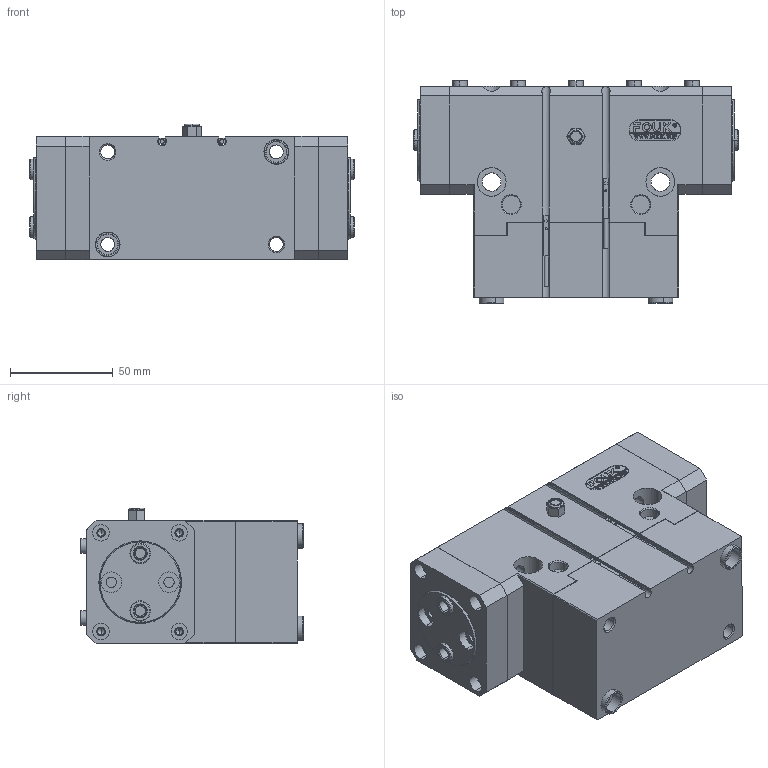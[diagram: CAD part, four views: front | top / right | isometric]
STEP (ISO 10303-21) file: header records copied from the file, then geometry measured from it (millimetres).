
FILE_DESCRIPTION (( 'STEP AP203' ), '1' );
FILE_NAME ('TRF57-NC.STEP', '2026-04-15T01:04:37', ( 'USER-' ), ( 'Microsoft' ), 'SwSTEP 2.0', 'SolidWorks 2018', '' );
FILE_SCHEMA (( 'CONFIG_CONTROL_DESIGN' ));
Length unit declared in the file: millimetre
Products named in the file (12): 内六角薄圆柱头螺钉[GBT70_1-2008][M4×10]_M4×10; TRF57-NC; TRF57-NC-01 赻坶晊扥极; TRF57-01 褲极; 棠羲換覜ん; ﾏ擎ﾗ12｡ﾁ10｡ﾁ6; TRF57-06 耜猾极; BSLMM5; ﾏ擎ﾗ10｡ﾁ6｡ﾁ6; 25x10-R5; TRF57-05 忒硌薊輸; TRF57-08 笢猾啣
Assembly tree (27 placements, depth 2):
  TRF57-NC
    TRF57-01 褲极
    TRF57-05 忒硌薊輸  x2
    TRF57-06 耜猾极  x2
    TRF57-08 笢猾啣
    25x10-R5
    BSLMM5
    内六角薄圆柱头螺钉[GBT70_1-2008][M4×10]_M4×10  x10
    ﾏ擎ﾗ10｡ﾁ6｡ﾁ6  x4
    ﾏ擎ﾗ12｡ﾁ10｡ﾁ6  x2
    TRF57-NC-01 赻坶晊扥极
    棠羲換覜ん  x2
Bounding box: 158 x 108.3 x 66.1 mm (x, y, z)
Volume: 635285.8 mm3; surface area: 138438.2 mm2
Topology: 27 solids, 27 shells, 1302 faces, 3248 edges, 2073 vertices
Faces by surface type: plane 541, cylinder 384, cone 178, bspline 155, torus 42, sphere 2
Entity records: 37637 total; most frequent: CARTESIAN_POINT 12310, ORIENTED_EDGE 5070, DIRECTION 4567, EDGE_CURVE 2535, VERTEX_POINT 1653, AXIS2_PLACEMENT_3D 1534, VECTOR 1499, LINE 1499
